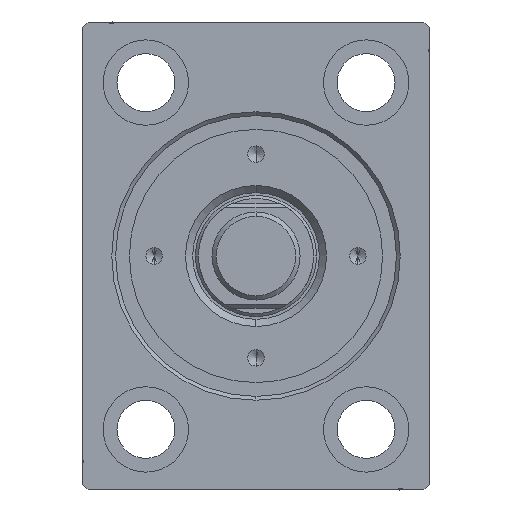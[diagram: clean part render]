
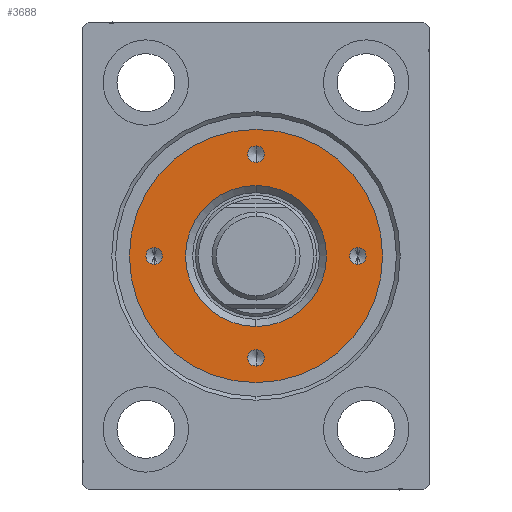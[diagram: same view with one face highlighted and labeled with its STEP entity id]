
A CAD part, left-side view. The second image highlights one B-rep face of the part: STEP entity #3688.
In plain terms, the highlighted face is planar.
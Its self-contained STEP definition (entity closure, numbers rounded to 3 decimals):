
#54 = PLANE ( 'NONE',  #42229 ) ;
#99 = CARTESIAN_POINT ( 'NONE',  ( 1.5, -18.5, 11.8 ) ) ;
#132 = ORIENTED_EDGE ( 'NONE', *, *, #8800, .F. ) ;
#715 = CIRCLE ( 'NONE', #11490, 1.5 ) ;
#802 = CIRCLE ( 'NONE', #22364, 23. ) ;
#1701 = CARTESIAN_POINT ( 'NONE',  ( -23., 0., 11.8 ) ) ;
#2243 = EDGE_CURVE ( 'NONE', #39479, #32694, #44449, .T. ) ;
#2314 = EDGE_CURVE ( 'NONE', #24632, #24588, #22879, .T. ) ;
#3260 = CARTESIAN_POINT ( 'NONE',  ( 0., 0., 11.8 ) ) ;
#3410 = DIRECTION ( 'NONE',  ( 1., 0., 0. ) ) ;
#3592 = EDGE_LOOP ( 'NONE', ( #12165, #35735 ) ) ;
#3688 = ADVANCED_FACE ( 'NONE', ( #40338, #16477, #43932, #16253, #33372, #44156 ), #54, .T. ) ;
#4368 = CARTESIAN_POINT ( 'NONE',  ( 0., 0., 11.8 ) ) ;
#5228 = DIRECTION ( 'NONE',  ( 1., 0., 0. ) ) ;
#5309 = VERTEX_POINT ( 'NONE', #99 ) ;
#5346 = CARTESIAN_POINT ( 'NONE',  ( -20., 0., 11.8 ) ) ;
#5360 = CIRCLE ( 'NONE', #13255, 1.5 ) ;
#5634 = DIRECTION ( 'NONE',  ( 1., 0., 0. ) ) ;
#6549 = CARTESIAN_POINT ( 'NONE',  ( -1.5, 18.5, 11.8 ) ) ;
#8526 = CIRCLE ( 'NONE', #14288, 1.5 ) ;
#8800 = EDGE_CURVE ( 'NONE', #41784, #32716, #8526, .T. ) ;
#9211 = EDGE_CURVE ( 'NONE', #34065, #19250, #34473, .T. ) ;
#9710 = DIRECTION ( 'NONE',  ( 0., 0., -1. ) ) ;
#9965 = CARTESIAN_POINT ( 'NONE',  ( -12.8, 0., 11.8 ) ) ;
#10194 = DIRECTION ( 'NONE',  ( 1., 0., 0. ) ) ;
#10446 = DIRECTION ( 'NONE',  ( 0., 0., 1. ) ) ;
#10891 = EDGE_CURVE ( 'NONE', #42709, #5309, #715, .T. ) ;
#11061 = AXIS2_PLACEMENT_3D ( 'NONE', #40537, #9710, #23425 ) ;
#11490 = AXIS2_PLACEMENT_3D ( 'NONE', #30650, #31089, #3410 ) ;
#11704 = AXIS2_PLACEMENT_3D ( 'NONE', #36455, #16187, #43416 ) ;
#12165 = ORIENTED_EDGE ( 'NONE', *, *, #14106, .T. ) ;
#12385 = EDGE_LOOP ( 'NONE', ( #37414, #132 ) ) ;
#12546 = AXIS2_PLACEMENT_3D ( 'NONE', #14814, #28547, #42266 ) ;
#12595 = CARTESIAN_POINT ( 'NONE',  ( 0., 18.5, 11.8 ) ) ;
#12869 = EDGE_CURVE ( 'NONE', #44058, #28231, #23035, .T. ) ;
#13068 = DIRECTION ( 'NONE',  ( 0., 0., -1. ) ) ;
#13102 = DIRECTION ( 'NONE',  ( 1., 0., 0. ) ) ;
#13255 = AXIS2_PLACEMENT_3D ( 'NONE', #39768, #43357, #39547 ) ;
#13330 = DIRECTION ( 'NONE',  ( 0., 0., 1. ) ) ;
#13518 = DIRECTION ( 'NONE',  ( 1., 0., 0. ) ) ;
#13758 = CIRCLE ( 'NONE', #11704, 1.5 ) ;
#14106 = EDGE_CURVE ( 'NONE', #32694, #39479, #802, .T. ) ;
#14288 = AXIS2_PLACEMENT_3D ( 'NONE', #30020, #34506, #10194 ) ;
#14478 = CARTESIAN_POINT ( 'NONE',  ( -18.5, 0., 11.8 ) ) ;
#14814 = CARTESIAN_POINT ( 'NONE',  ( 0., -18.5, 11.8 ) ) ;
#15961 = DIRECTION ( 'NONE',  ( 1., 0., 0. ) ) ;
#16187 = DIRECTION ( 'NONE',  ( 0., 0., 1. ) ) ;
#16253 = FACE_BOUND ( 'NONE', #28946, .T. ) ;
#16477 = FACE_BOUND ( 'NONE', #22513, .T. ) ;
#19144 = CARTESIAN_POINT ( 'NONE',  ( 1.5, 18.5, 11.8 ) ) ;
#19250 = VERTEX_POINT ( 'NONE', #35239 ) ;
#19552 = ORIENTED_EDGE ( 'NONE', *, *, #19569, .F. ) ;
#19569 = EDGE_CURVE ( 'NONE', #24588, #24632, #13758, .T. ) ;
#19679 = CARTESIAN_POINT ( 'NONE',  ( 20., 0., 11.8 ) ) ;
#21748 = AXIS2_PLACEMENT_3D ( 'NONE', #36725, #36057, #5228 ) ;
#22364 = AXIS2_PLACEMENT_3D ( 'NONE', #4368, #23936, #15961 ) ;
#22513 = EDGE_LOOP ( 'NONE', ( #19552, #36231 ) ) ;
#22879 = CIRCLE ( 'NONE', #42299, 1.5 ) ;
#23015 = EDGE_CURVE ( 'NONE', #28231, #44058, #31111, .T. ) ;
#23035 = CIRCLE ( 'NONE', #23754, 1.5 ) ;
#23425 = DIRECTION ( 'NONE',  ( 1., 0., 0. ) ) ;
#23741 = EDGE_LOOP ( 'NONE', ( #30893, #37551 ) ) ;
#23754 = AXIS2_PLACEMENT_3D ( 'NONE', #14478, #28654, #31813 ) ;
#23936 = DIRECTION ( 'NONE',  ( 0., 0., 1. ) ) ;
#24588 = VERTEX_POINT ( 'NONE', #19144 ) ;
#24632 = VERTEX_POINT ( 'NONE', #6549 ) ;
#25874 = DIRECTION ( 'NONE',  ( 0., 0., 1. ) ) ;
#26739 = EDGE_CURVE ( 'NONE', #19250, #34065, #28313, .T. ) ;
#27320 = DIRECTION ( 'NONE',  ( 1., 0., 0. ) ) ;
#28231 = VERTEX_POINT ( 'NONE', #5346 ) ;
#28313 = CIRCLE ( 'NONE', #11061, 12.8 ) ;
#28547 = DIRECTION ( 'NONE',  ( 0., 0., 1. ) ) ;
#28654 = DIRECTION ( 'NONE',  ( 0., 0., 1. ) ) ;
#28657 = AXIS2_PLACEMENT_3D ( 'NONE', #3260, #10446, #27320 ) ;
#28946 = EDGE_LOOP ( 'NONE', ( #37463, #34063 ) ) ;
#29908 = ORIENTED_EDGE ( 'NONE', *, *, #9211, .T. ) ;
#30020 = CARTESIAN_POINT ( 'NONE',  ( 18.5, 0., 11.8 ) ) ;
#30187 = CARTESIAN_POINT ( 'NONE',  ( 0., 0., 11.8 ) ) ;
#30650 = CARTESIAN_POINT ( 'NONE',  ( 0., -18.5, 11.8 ) ) ;
#30893 = ORIENTED_EDGE ( 'NONE', *, *, #12869, .F. ) ;
#31089 = DIRECTION ( 'NONE',  ( 0., 0., 1. ) ) ;
#31111 = CIRCLE ( 'NONE', #21748, 1.5 ) ;
#31813 = DIRECTION ( 'NONE',  ( 1., 0., 0. ) ) ;
#31977 = CIRCLE ( 'NONE', #12546, 1.5 ) ;
#31999 = EDGE_CURVE ( 'NONE', #32716, #41784, #5360, .T. ) ;
#32338 = EDGE_CURVE ( 'NONE', #5309, #42709, #31977, .T. ) ;
#32694 = VERTEX_POINT ( 'NONE', #1701 ) ;
#32716 = VERTEX_POINT ( 'NONE', #19679 ) ;
#33372 = FACE_BOUND ( 'NONE', #39791, .T. ) ;
#34063 = ORIENTED_EDGE ( 'NONE', *, *, #10891, .F. ) ;
#34065 = VERTEX_POINT ( 'NONE', #9965 ) ;
#34473 = CIRCLE ( 'NONE', #36608, 12.8 ) ;
#34506 = DIRECTION ( 'NONE',  ( 0., 0., 1. ) ) ;
#35239 = CARTESIAN_POINT ( 'NONE',  ( 12.8, 0., 11.8 ) ) ;
#35735 = ORIENTED_EDGE ( 'NONE', *, *, #2243, .T. ) ;
#36057 = DIRECTION ( 'NONE',  ( 0., 0., 1. ) ) ;
#36231 = ORIENTED_EDGE ( 'NONE', *, *, #2314, .F. ) ;
#36455 = CARTESIAN_POINT ( 'NONE',  ( 0., 18.5, 11.8 ) ) ;
#36608 = AXIS2_PLACEMENT_3D ( 'NONE', #30187, #13068, #13518 ) ;
#36725 = CARTESIAN_POINT ( 'NONE',  ( -18.5, 0., 11.8 ) ) ;
#36940 = CARTESIAN_POINT ( 'NONE',  ( -1.5, -18.5, 11.8 ) ) ;
#37414 = ORIENTED_EDGE ( 'NONE', *, *, #31999, .F. ) ;
#37463 = ORIENTED_EDGE ( 'NONE', *, *, #32338, .F. ) ;
#37551 = ORIENTED_EDGE ( 'NONE', *, *, #23015, .F. ) ;
#38324 = ORIENTED_EDGE ( 'NONE', *, *, #26739, .T. ) ;
#39479 = VERTEX_POINT ( 'NONE', #41396 ) ;
#39547 = DIRECTION ( 'NONE',  ( 1., 0., 0. ) ) ;
#39768 = CARTESIAN_POINT ( 'NONE',  ( 18.5, 0., 11.8 ) ) ;
#39791 = EDGE_LOOP ( 'NONE', ( #38324, #29908 ) ) ;
#40338 = FACE_BOUND ( 'NONE', #23741, .T. ) ;
#40457 = CARTESIAN_POINT ( 'NONE',  ( -17., 0., 11.8 ) ) ;
#40537 = CARTESIAN_POINT ( 'NONE',  ( 0., 0., 11.8 ) ) ;
#41396 = CARTESIAN_POINT ( 'NONE',  ( 23., 0., 11.8 ) ) ;
#41784 = VERTEX_POINT ( 'NONE', #41910 ) ;
#41910 = CARTESIAN_POINT ( 'NONE',  ( 17., 0., 11.8 ) ) ;
#42229 = AXIS2_PLACEMENT_3D ( 'NONE', #43709, #13330, #13102 ) ;
#42266 = DIRECTION ( 'NONE',  ( 1., 0., 0. ) ) ;
#42299 = AXIS2_PLACEMENT_3D ( 'NONE', #12595, #25874, #5634 ) ;
#42709 = VERTEX_POINT ( 'NONE', #36940 ) ;
#43357 = DIRECTION ( 'NONE',  ( 0., 0., 1. ) ) ;
#43416 = DIRECTION ( 'NONE',  ( 1., 0., 0. ) ) ;
#43709 = CARTESIAN_POINT ( 'NONE',  ( 0., 0., 11.8 ) ) ;
#43932 = FACE_BOUND ( 'NONE', #12385, .T. ) ;
#44058 = VERTEX_POINT ( 'NONE', #40457 ) ;
#44156 = FACE_OUTER_BOUND ( 'NONE', #3592, .T. ) ;
#44449 = CIRCLE ( 'NONE', #28657, 23. ) ;
